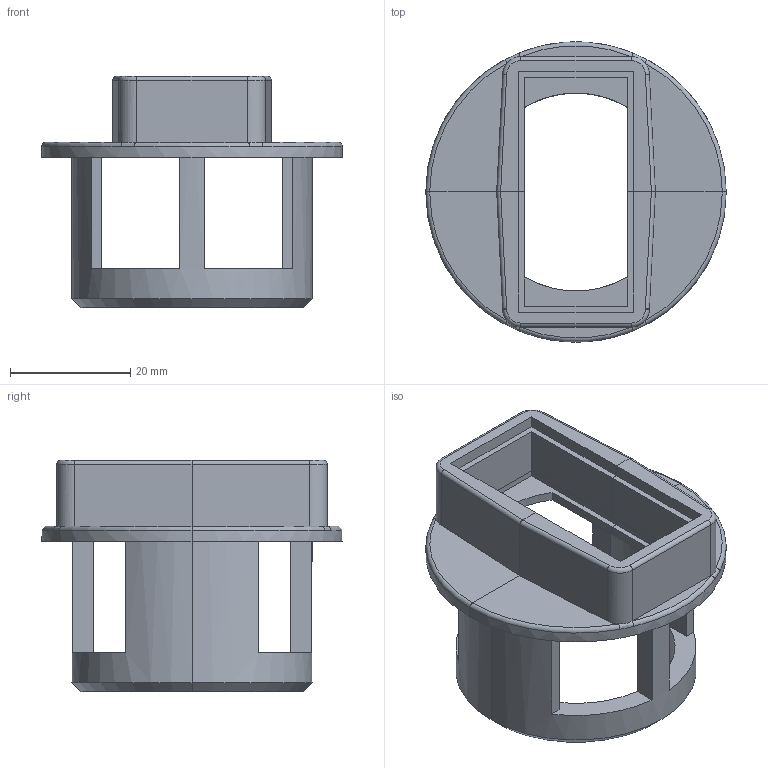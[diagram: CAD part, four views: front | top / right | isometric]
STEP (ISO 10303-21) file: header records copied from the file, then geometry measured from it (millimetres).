
FILE_DESCRIPTION(('STEP AP203'),'1');
FILE_NAME('45734.stp','2019-10-22T08:25:30',('TraceParts'),('TraceParts S.A.'),'Spatial InterOp 3D',' ',' ');
FILE_SCHEMA(('CONFIG_CONTROL_DESIGN'));
Length unit declared in the file: millimetre
Products named in the file (1): 1
Bounding box: 50 x 50 x 38.5 mm (x, y, z)
Volume: 13977.7 mm3; surface area: 11353.5 mm2
Topology: 2 solids, 4 shells, 114 faces, 322 edges, 208 vertices
Faces by surface type: plane 78, cylinder 16, torus 14, bspline 4, cone 2
Entity records: 3886 total; most frequent: CARTESIAN_POINT 842, ORIENTED_EDGE 644, DIRECTION 622, EDGE_CURVE 322, LINE 222, VECTOR 222, VERTEX_POINT 208, AXIS2_PLACEMENT_3D 200
